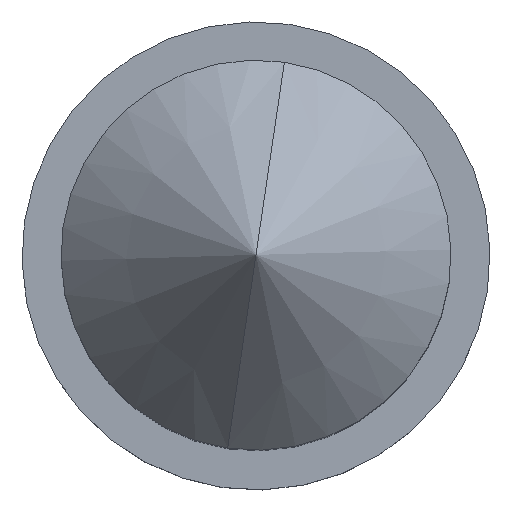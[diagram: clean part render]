
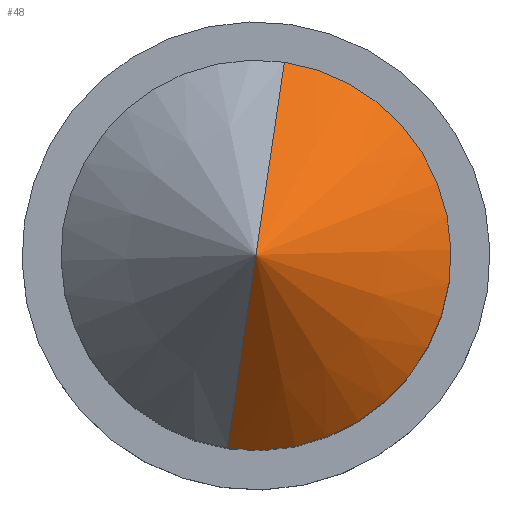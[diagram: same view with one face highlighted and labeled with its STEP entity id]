
A CAD part, top view. The second image highlights one B-rep face of the part: STEP entity #48.
In plain terms, the highlighted conical face has half-angle 44.863 degrees and reference radius 995.234 mm.
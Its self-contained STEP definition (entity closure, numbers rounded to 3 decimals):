
#48 = ADVANCED_FACE ( 'NONE', ( #1792 ), #1789, .T. ) ;
#275 = CARTESIAN_POINT ( 'NONE',  ( -12.5, 0., 0. ) ) ;
#276 = CARTESIAN_POINT ( 'NONE',  ( 0., 0., -12.56 ) ) ;
#278 = CARTESIAN_POINT ( 'NONE',  ( 12.5, 0., 0. ) ) ;
#1339 = DIRECTION ( 'NONE',  ( 1., 0., 0. ) ) ;
#1342 = DIRECTION ( 'NONE',  ( 0., 0., 1. ) ) ;
#1343 = CARTESIAN_POINT ( 'NONE',  ( 0., 0., 987.44 ) ) ;
#1754 = LINE ( 'NONE', #3322, #1994 ) ;
#1789 = CONICAL_SURFACE ( 'NONE', #4952, 995.234, 0.783 ) ;
#1792 = FACE_OUTER_BOUND ( 'NONE', #1834, .T. ) ;
#1834 = EDGE_LOOP ( 'NONE', ( #2322, #2323, #2318 ) ) ;
#1912 = CIRCLE ( 'NONE', #4651, 12.5 ) ;
#1994 = VECTOR ( 'NONE', #3320, 1000. ) ;
#2066 = VERTEX_POINT ( 'NONE', #278 ) ;
#2070 = VERTEX_POINT ( 'NONE', #276 ) ;
#2071 = VERTEX_POINT ( 'NONE', #275 ) ;
#2316 = VECTOR ( 'NONE', #3951, 1000. ) ;
#2318 = ORIENTED_EDGE ( 'NONE', *, *, #4768, .F. ) ;
#2322 = ORIENTED_EDGE ( 'NONE', *, *, #4724, .F. ) ;
#2323 = ORIENTED_EDGE ( 'NONE', *, *, #4692, .T. ) ;
#2471 = LINE ( 'NONE', #3972, #2316 ) ;
#2975 = DIRECTION ( 'NONE',  ( 1., 0., 0. ) ) ;
#2976 = DIRECTION ( 'NONE',  ( 0., 0., 1. ) ) ;
#2978 = CARTESIAN_POINT ( 'NONE',  ( 0., 0., 0. ) ) ;
#3320 = DIRECTION ( 'NONE',  ( 0.705, 0., 0.709 ) ) ;
#3322 = CARTESIAN_POINT ( 'NONE',  ( 0., 0., -12.56 ) ) ;
#3951 = DIRECTION ( 'NONE',  ( -0.705, 0., 0.709 ) ) ;
#3972 = CARTESIAN_POINT ( 'NONE',  ( 0., 0., -12.56 ) ) ;
#4651 = AXIS2_PLACEMENT_3D ( 'NONE', #2978, #2976, #2975 ) ;
#4692 = EDGE_CURVE ( 'NONE', #2070, #2071, #2471, .T. ) ;
#4724 = EDGE_CURVE ( 'NONE', #2070, #2066, #1754, .T. ) ;
#4768 = EDGE_CURVE ( 'NONE', #2066, #2071, #1912, .T. ) ;
#4952 = AXIS2_PLACEMENT_3D ( 'NONE', #1343, #1342, #1339 ) ;
